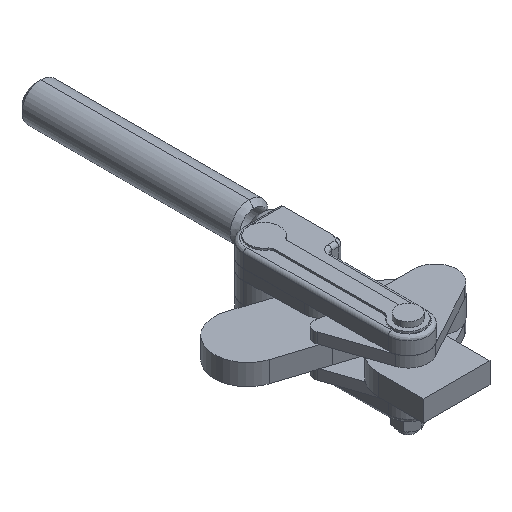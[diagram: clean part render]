
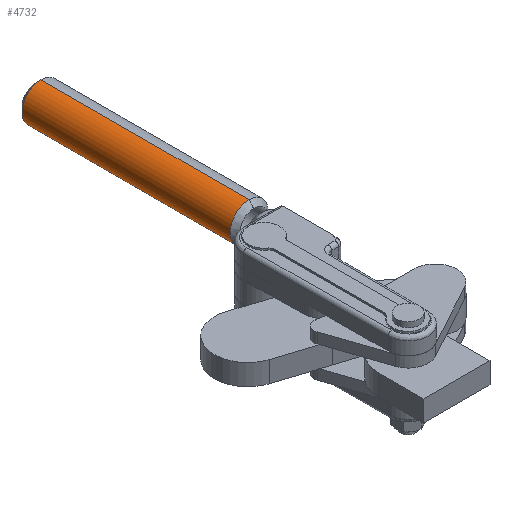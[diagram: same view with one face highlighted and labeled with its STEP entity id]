
A CAD part, isometric view. The second image highlights one B-rep face of the part: STEP entity #4732.
In plain terms, the highlighted cylindrical face has radius 10.85 mm (diameter 21.7 mm), a partial arc.
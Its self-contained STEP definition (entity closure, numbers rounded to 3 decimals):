
#7 = CARTESIAN_POINT ( 'NONE',  ( 0., 122.2, -10.85 ) ) ;
#43 = ORIENTED_EDGE ( 'NONE', *, *, #3361, .F. ) ;
#378 = CARTESIAN_POINT ( 'NONE',  ( 0., 125., 10.85 ) ) ;
#479 = DIRECTION ( 'NONE',  ( 0., 1., 0. ) ) ;
#504 = VERTEX_POINT ( 'NONE', #1163 ) ;
#794 = AXIS2_PLACEMENT_3D ( 'NONE', #3817, #1098, #4993 ) ;
#1062 = VERTEX_POINT ( 'NONE', #7 ) ;
#1098 = DIRECTION ( 'NONE',  ( 0., 1., 0. ) ) ;
#1163 = CARTESIAN_POINT ( 'NONE',  ( 0., 2.8, -10.85 ) ) ;
#1309 = VECTOR ( 'NONE', #3850, 1000. ) ;
#1413 = CARTESIAN_POINT ( 'NONE',  ( 0., 2.8, 0. ) ) ;
#1939 = AXIS2_PLACEMENT_3D ( 'NONE', #4048, #479, #4646 ) ;
#2021 = DIRECTION ( 'NONE',  ( 0., 0., 1. ) ) ;
#2134 = EDGE_CURVE ( 'NONE', #2940, #4744, #4936, .T. ) ;
#2511 = FACE_OUTER_BOUND ( 'NONE', #5012, .T. ) ;
#2596 = ORIENTED_EDGE ( 'NONE', *, *, #4576, .T. ) ;
#2797 = DIRECTION ( 'NONE',  ( 0., 1., 0. ) ) ;
#2940 = VERTEX_POINT ( 'NONE', #6305 ) ;
#3167 = ORIENTED_EDGE ( 'NONE', *, *, #7303, .F. ) ;
#3361 = EDGE_CURVE ( 'NONE', #504, #1062, #5877, .T. ) ;
#3372 = VECTOR ( 'NONE', #2797, 1000. ) ;
#3817 = CARTESIAN_POINT ( 'NONE',  ( 0., 125., 0. ) ) ;
#3850 = DIRECTION ( 'NONE',  ( 0., 1., 0. ) ) ;
#4048 = CARTESIAN_POINT ( 'NONE',  ( 0., 122.2, 0. ) ) ;
#4170 = CIRCLE ( 'NONE', #5898, 10.85 ) ;
#4273 = CIRCLE ( 'NONE', #1939, 10.85 ) ;
#4576 = EDGE_CURVE ( 'NONE', #504, #2940, #4170, .T. ) ;
#4646 = DIRECTION ( 'NONE',  ( 0., 0., 1. ) ) ;
#4732 = ADVANCED_FACE ( 'NONE', ( #2511 ), #5273, .T. ) ;
#4744 = VERTEX_POINT ( 'NONE', #5265 ) ;
#4936 = LINE ( 'NONE', #378, #3372 ) ;
#4993 = DIRECTION ( 'NONE',  ( 0., 0., 1. ) ) ;
#5012 = EDGE_LOOP ( 'NONE', ( #43, #2596, #5528, #3167 ) ) ;
#5030 = CARTESIAN_POINT ( 'NONE',  ( 0., 125., -10.85 ) ) ;
#5265 = CARTESIAN_POINT ( 'NONE',  ( 0., 122.2, 10.85 ) ) ;
#5273 = CYLINDRICAL_SURFACE ( 'NONE', #794, 10.85 ) ;
#5528 = ORIENTED_EDGE ( 'NONE', *, *, #2134, .T. ) ;
#5582 = DIRECTION ( 'NONE',  ( 0., 1., 0. ) ) ;
#5877 = LINE ( 'NONE', #5030, #1309 ) ;
#5898 = AXIS2_PLACEMENT_3D ( 'NONE', #1413, #5582, #2021 ) ;
#6305 = CARTESIAN_POINT ( 'NONE',  ( 0., 2.8, 10.85 ) ) ;
#7303 = EDGE_CURVE ( 'NONE', #1062, #4744, #4273, .T. ) ;
